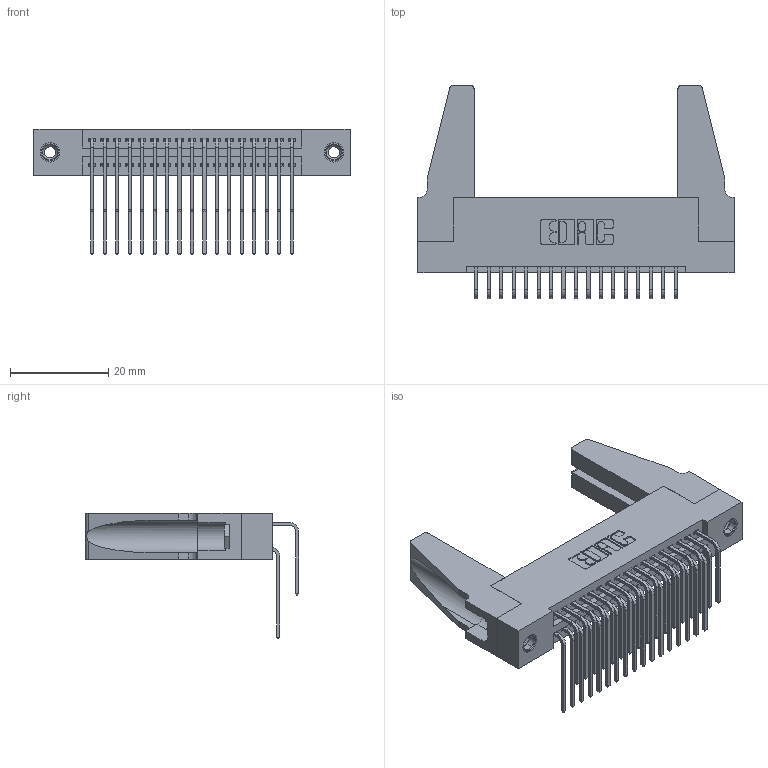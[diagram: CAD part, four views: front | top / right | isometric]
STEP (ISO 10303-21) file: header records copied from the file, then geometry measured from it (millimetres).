
FILE_DESCRIPTION (( 'STEP AP203' ), '1' );
FILE_NAME ('395-034-559-288.STEP', '2019-10-17T18:35:37', ( '' ), ( '' ), 'SwSTEP 2.0', 'SolidWorks 2016', '' );
FILE_SCHEMA (( 'CONFIG_CONTROL_DESIGN' ));
Length unit declared in the file: inch
Products named in the file (6): 345-250-001_345-250-001-102; 345-220-078_345-220-088; 395-034-559-288; 345 Part_Flush Mounting Lugs - 0.156 Dia-TH; 345-292-001_558 559 Tail - 1; 345-292-001_559 Tail - 2
Assembly tree (39 placements, depth 2):
  395-034-559-288
    345 Part_Flush Mounting Lugs - 0.156 Dia-TH
    345-292-001_558 559 Tail - 1  x17
    345-292-001_559 Tail - 2  x17
    345-250-001_345-250-001-102  x2
    345-220-078_345-220-088  x2
Bounding box: 64.41 x 43.42 x 25.53 mm (x, y, z)
Volume: 9473.8 mm3; surface area: 12756.4 mm2
Topology: 39 solids, 39 shells, 2018 faces, 5925 edges, 3894 vertices
Faces by surface type: plane 1342, cylinder 660, cone 12, torus 4
Entity records: 20504 total; most frequent: CARTESIAN_POINT 3501, ORIENTED_EDGE 3344, DIRECTION 3096, EDGE_CURVE 1672, VECTOR 1390, LINE 1390, VERTEX_POINT 1106, AXIS2_PLACEMENT_3D 853
